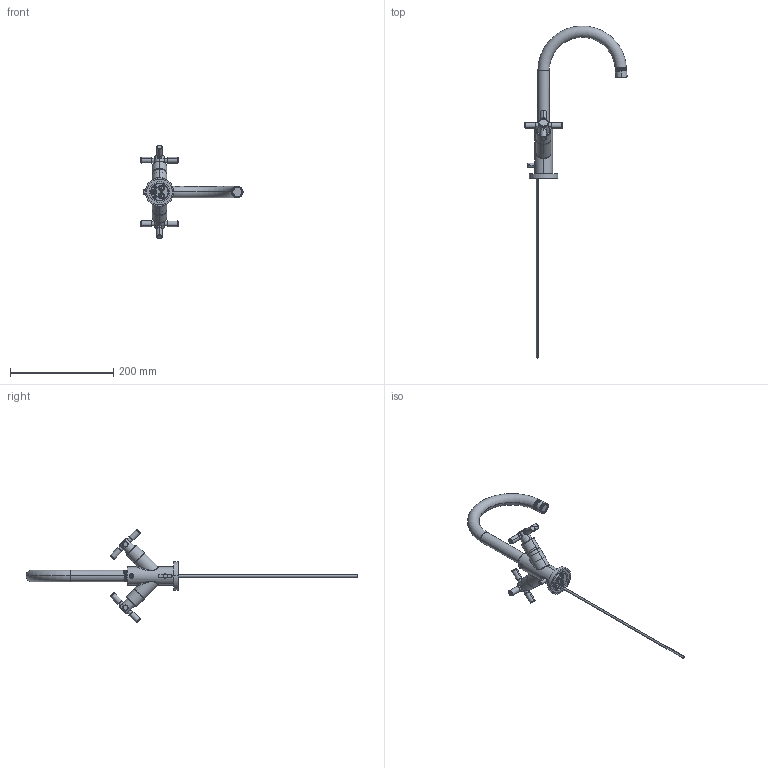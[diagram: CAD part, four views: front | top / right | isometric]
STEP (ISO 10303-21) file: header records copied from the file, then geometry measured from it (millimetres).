
FILE_DESCRIPTION((''),'2;1');
FILE_NAME('95310PGN_ASM','2019-04-03T',('UT'),(''),'PRO/ENGINEER BY PARAMETRIC TECHNOLOGY CORPORATION, 2009300','PRO/ENGINEER BY PARAMETRIC TECHNOLOGY CORPORATION, 2009300','');
FILE_SCHEMA(('CONFIG_CONTROL_DESIGN'));
Length unit declared in the file: millimetre
Products named in the file (18): MSBR-42_1; MSBR-41_1; MSBR-36_2; MSBR-35_1; MSBR-34_1; MSBR-33_1; MSBR-1_2; AERATOR18N_4; ACF3473_BLOCCO_ASM; ACF3473_ASM; MB0581; ACF1275_1; ACF1275_2; ACF1275_ASM; AV0104; MB2131; AC1633; 95310PGN_ASM
Assembly tree (23 placements, depth 4):
  95310PGN_ASM
    ACF3473_ASM
      ACF3473_BLOCCO_ASM
        MSBR-42_1
        MSBR-41_1
        MSBR-36_2
        MSBR-35_1
        MSBR-34_1
        MSBR-33_1
        MSBR-1_2
        AERATOR18N_4
    MB0581  x2
    ACF1275_ASM  x2
      ACF1275_1
      ACF1275_2
    AV0104  x2
    MB2131
    AC1633
Bounding box: 198.05 x 642.95 x 181.18 mm (x, y, z)
Volume: 169935.8 mm3; surface area: 115455.6 mm2
Topology: 24 solids, 24 shells, 842 faces, 2124 edges, 1352 vertices
Faces by surface type: cylinder 292, plane 290, torus 124, cone 94, bspline 40, sphere 2
Entity records: 26323 total; most frequent: CARTESIAN_POINT 12505, ORIENTED_EDGE 2888, DIRECTION 2777, EDGE_CURVE 1444, AXIS2_PLACEMENT_3D 1110, VERTEX_POINT 951, EDGE_LOOP 607, VECTOR 557
